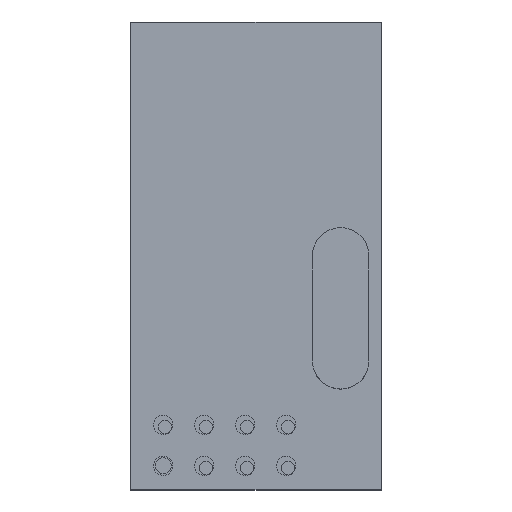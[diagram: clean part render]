
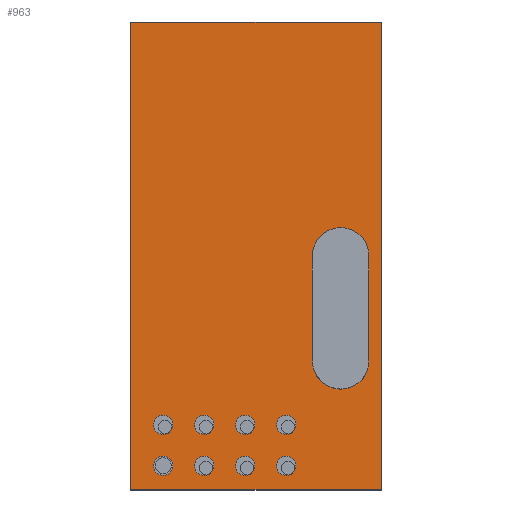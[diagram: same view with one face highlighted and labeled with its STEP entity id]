
A CAD part, top view. The second image highlights one B-rep face of the part: STEP entity #963.
In plain terms, the highlighted planar face has unit normal (0, 0, 1).
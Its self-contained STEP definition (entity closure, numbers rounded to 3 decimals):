
#52=CARTESIAN_POINT('Axis2P3D Location',(0.,0.,1.)) ;
#285=CARTESIAN_POINT('Vertex',(2.397,-10.748,1.)) ;
#299=CARTESIAN_POINT('Vertex',(1.343,-10.172,1.)) ;
#302=CARTESIAN_POINT('Axis2P3D Location',(1.87,-10.46,1.)) ;
#319=CARTESIAN_POINT('Axis2P3D Location',(1.87,-10.46,1.)) ;
#342=CARTESIAN_POINT('Vertex',(-0.143,-10.748,1.)) ;
#356=CARTESIAN_POINT('Vertex',(-1.197,-10.172,1.)) ;
#359=CARTESIAN_POINT('Axis2P3D Location',(-0.67,-10.46,1.)) ;
#376=CARTESIAN_POINT('Axis2P3D Location',(-0.67,-10.46,1.)) ;
#399=CARTESIAN_POINT('Vertex',(-2.683,-10.748,1.)) ;
#413=CARTESIAN_POINT('Vertex',(-3.737,-10.172,1.)) ;
#416=CARTESIAN_POINT('Axis2P3D Location',(-3.21,-10.46,1.)) ;
#433=CARTESIAN_POINT('Axis2P3D Location',(-3.21,-10.46,1.)) ;
#456=CARTESIAN_POINT('Vertex',(-5.223,-10.748,1.)) ;
#470=CARTESIAN_POINT('Vertex',(-6.277,-10.172,1.)) ;
#473=CARTESIAN_POINT('Axis2P3D Location',(-5.75,-10.46,1.)) ;
#490=CARTESIAN_POINT('Axis2P3D Location',(-5.75,-10.46,1.)) ;
#513=CARTESIAN_POINT('Vertex',(2.397,-13.288,1.)) ;
#527=CARTESIAN_POINT('Vertex',(1.343,-12.712,1.)) ;
#530=CARTESIAN_POINT('Axis2P3D Location',(1.87,-13.,1.)) ;
#547=CARTESIAN_POINT('Axis2P3D Location',(1.87,-13.,1.)) ;
#570=CARTESIAN_POINT('Vertex',(-0.143,-13.288,1.)) ;
#584=CARTESIAN_POINT('Vertex',(-1.197,-12.712,1.)) ;
#587=CARTESIAN_POINT('Axis2P3D Location',(-0.67,-13.,1.)) ;
#604=CARTESIAN_POINT('Axis2P3D Location',(-0.67,-13.,1.)) ;
#627=CARTESIAN_POINT('Vertex',(-2.683,-13.288,1.)) ;
#641=CARTESIAN_POINT('Vertex',(-3.737,-12.712,1.)) ;
#644=CARTESIAN_POINT('Axis2P3D Location',(-3.21,-13.,1.)) ;
#661=CARTESIAN_POINT('Axis2P3D Location',(-3.21,-13.,1.)) ;
#682=CARTESIAN_POINT('Vertex',(-6.277,-12.712,1.)) ;
#689=CARTESIAN_POINT('Vertex',(-5.223,-13.288,1.)) ;
#692=CARTESIAN_POINT('Axis2P3D Location',(-5.75,-13.,1.)) ;
#704=CARTESIAN_POINT('Axis2P3D Location',(-5.75,-13.,1.)) ;
#725=CARTESIAN_POINT('Vertex',(7.75,-14.5,1.)) ;
#732=CARTESIAN_POINT('Vertex',(7.75,14.5,1.)) ;
#735=CARTESIAN_POINT('Line Origine',(7.75,0.,1.)) ;
#756=CARTESIAN_POINT('Vertex',(-7.75,-14.5,1.)) ;
#759=CARTESIAN_POINT('Line Origine',(0.,-14.5,1.)) ;
#780=CARTESIAN_POINT('Vertex',(-7.75,14.5,1.)) ;
#783=CARTESIAN_POINT('Line Origine',(-7.75,0.,1.)) ;
#800=CARTESIAN_POINT('Line Origine',(0.,14.5,1.)) ;
#821=CARTESIAN_POINT('Vertex',(3.5,-6.5,1.)) ;
#826=CARTESIAN_POINT('Axis2P3D Location',(5.25,-6.5,1.)) ;
#830=CARTESIAN_POINT('Vertex',(7.,-6.5,1.)) ;
#892=CARTESIAN_POINT('Vertex',(3.5,0.,1.)) ;
#895=CARTESIAN_POINT('Line Origine',(3.5,-3.25,1.)) ;
#913=CARTESIAN_POINT('Axis2P3D Location',(5.25,0.,1.)) ;
#917=CARTESIAN_POINT('Vertex',(7.,0.,1.)) ;
#920=CARTESIAN_POINT('Line Origine',(7.,-3.25,1.)) ;
#53=DIRECTION('Axis2P3D Direction',(0.,0.,1.)) ;
#54=DIRECTION('Axis2P3D XDirection',(1.,0.,0.)) ;
#303=DIRECTION('Axis2P3D Direction',(0.,0.,-1.)) ;
#320=DIRECTION('Axis2P3D Direction',(0.,0.,-1.)) ;
#360=DIRECTION('Axis2P3D Direction',(0.,0.,-1.)) ;
#377=DIRECTION('Axis2P3D Direction',(0.,0.,-1.)) ;
#417=DIRECTION('Axis2P3D Direction',(0.,0.,-1.)) ;
#434=DIRECTION('Axis2P3D Direction',(0.,0.,-1.)) ;
#474=DIRECTION('Axis2P3D Direction',(0.,0.,-1.)) ;
#491=DIRECTION('Axis2P3D Direction',(0.,0.,-1.)) ;
#531=DIRECTION('Axis2P3D Direction',(0.,0.,-1.)) ;
#548=DIRECTION('Axis2P3D Direction',(0.,0.,-1.)) ;
#588=DIRECTION('Axis2P3D Direction',(0.,0.,-1.)) ;
#605=DIRECTION('Axis2P3D Direction',(0.,0.,-1.)) ;
#645=DIRECTION('Axis2P3D Direction',(0.,0.,-1.)) ;
#662=DIRECTION('Axis2P3D Direction',(0.,0.,-1.)) ;
#693=DIRECTION('Axis2P3D Direction',(0.,-0.,-1.)) ;
#705=DIRECTION('Axis2P3D Direction',(0.,-0.,-1.)) ;
#736=DIRECTION('Vector Direction',(0.,-1.,0.)) ;
#760=DIRECTION('Vector Direction',(-1.,0.,0.)) ;
#784=DIRECTION('Vector Direction',(0.,1.,0.)) ;
#801=DIRECTION('Vector Direction',(1.,0.,0.)) ;
#827=DIRECTION('Axis2P3D Direction',(0.,0.,1.)) ;
#896=DIRECTION('Vector Direction',(0.,1.,0.)) ;
#914=DIRECTION('Axis2P3D Direction',(0.,0.,1.)) ;
#921=DIRECTION('Vector Direction',(0.,-1.,0.)) ;
#55=AXIS2_PLACEMENT_3D('Plane Axis2P3D',#52,#53,#54) ;
#304=AXIS2_PLACEMENT_3D('Circle Axis2P3D',#302,#303,$) ;
#321=AXIS2_PLACEMENT_3D('Circle Axis2P3D',#319,#320,$) ;
#361=AXIS2_PLACEMENT_3D('Circle Axis2P3D',#359,#360,$) ;
#378=AXIS2_PLACEMENT_3D('Circle Axis2P3D',#376,#377,$) ;
#418=AXIS2_PLACEMENT_3D('Circle Axis2P3D',#416,#417,$) ;
#435=AXIS2_PLACEMENT_3D('Circle Axis2P3D',#433,#434,$) ;
#475=AXIS2_PLACEMENT_3D('Circle Axis2P3D',#473,#474,$) ;
#492=AXIS2_PLACEMENT_3D('Circle Axis2P3D',#490,#491,$) ;
#532=AXIS2_PLACEMENT_3D('Circle Axis2P3D',#530,#531,$) ;
#549=AXIS2_PLACEMENT_3D('Circle Axis2P3D',#547,#548,$) ;
#589=AXIS2_PLACEMENT_3D('Circle Axis2P3D',#587,#588,$) ;
#606=AXIS2_PLACEMENT_3D('Circle Axis2P3D',#604,#605,$) ;
#646=AXIS2_PLACEMENT_3D('Circle Axis2P3D',#644,#645,$) ;
#663=AXIS2_PLACEMENT_3D('Circle Axis2P3D',#661,#662,$) ;
#694=AXIS2_PLACEMENT_3D('Circle Axis2P3D',#692,#693,$) ;
#706=AXIS2_PLACEMENT_3D('Circle Axis2P3D',#704,#705,$) ;
#828=AXIS2_PLACEMENT_3D('Circle Axis2P3D',#826,#827,$) ;
#915=AXIS2_PLACEMENT_3D('Circle Axis2P3D',#913,#914,$) ;
#908=ORIENTED_EDGE('',*,*,#804,.T.) ;
#909=ORIENTED_EDGE('',*,*,#787,.T.) ;
#910=ORIENTED_EDGE('',*,*,#763,.T.) ;
#911=ORIENTED_EDGE('',*,*,#739,.T.) ;
#926=ORIENTED_EDGE('',*,*,#832,.F.) ;
#927=ORIENTED_EDGE('',*,*,#899,.F.) ;
#928=ORIENTED_EDGE('',*,*,#919,.F.) ;
#929=ORIENTED_EDGE('',*,*,#924,.F.) ;
#932=ORIENTED_EDGE('',*,*,#708,.F.) ;
#933=ORIENTED_EDGE('',*,*,#696,.F.) ;
#936=ORIENTED_EDGE('',*,*,#665,.F.) ;
#937=ORIENTED_EDGE('',*,*,#648,.F.) ;
#940=ORIENTED_EDGE('',*,*,#608,.F.) ;
#941=ORIENTED_EDGE('',*,*,#591,.F.) ;
#944=ORIENTED_EDGE('',*,*,#551,.F.) ;
#945=ORIENTED_EDGE('',*,*,#534,.F.) ;
#948=ORIENTED_EDGE('',*,*,#494,.F.) ;
#949=ORIENTED_EDGE('',*,*,#477,.F.) ;
#952=ORIENTED_EDGE('',*,*,#437,.F.) ;
#953=ORIENTED_EDGE('',*,*,#420,.F.) ;
#956=ORIENTED_EDGE('',*,*,#380,.F.) ;
#957=ORIENTED_EDGE('',*,*,#363,.F.) ;
#960=ORIENTED_EDGE('',*,*,#323,.F.) ;
#961=ORIENTED_EDGE('',*,*,#306,.F.) ;
#930=FACE_BOUND('',#925,.T.) ;
#934=FACE_BOUND('',#931,.T.) ;
#938=FACE_BOUND('',#935,.T.) ;
#942=FACE_BOUND('',#939,.T.) ;
#946=FACE_BOUND('',#943,.T.) ;
#950=FACE_BOUND('',#947,.T.) ;
#954=FACE_BOUND('',#951,.T.) ;
#958=FACE_BOUND('',#955,.T.) ;
#962=FACE_BOUND('',#959,.T.) ;
#737=VECTOR('Line Direction',#736,1.) ;
#761=VECTOR('Line Direction',#760,1.) ;
#785=VECTOR('Line Direction',#784,1.) ;
#802=VECTOR('Line Direction',#801,1.) ;
#897=VECTOR('Line Direction',#896,1.) ;
#922=VECTOR('Line Direction',#921,1.) ;
#963=ADVANCED_FACE('PartBody',(#912,#930,#934,#938,#942,#946,#950,#954,#958,#962),#56,.T.) ;
#305=CIRCLE('generated circle',#304,0.6) ;
#322=CIRCLE('generated circle',#321,0.6) ;
#362=CIRCLE('generated circle',#361,0.6) ;
#379=CIRCLE('generated circle',#378,0.6) ;
#419=CIRCLE('generated circle',#418,0.6) ;
#436=CIRCLE('generated circle',#435,0.6) ;
#476=CIRCLE('generated circle',#475,0.6) ;
#493=CIRCLE('generated circle',#492,0.6) ;
#533=CIRCLE('generated circle',#532,0.6) ;
#550=CIRCLE('generated circle',#549,0.6) ;
#590=CIRCLE('generated circle',#589,0.6) ;
#607=CIRCLE('generated circle',#606,0.6) ;
#647=CIRCLE('generated circle',#646,0.6) ;
#664=CIRCLE('generated circle',#663,0.6) ;
#695=CIRCLE('generated circle',#694,0.6) ;
#707=CIRCLE('generated circle',#706,0.6) ;
#829=CIRCLE('generated circle',#828,1.75) ;
#916=CIRCLE('generated circle',#915,1.75) ;
#306=EDGE_CURVE('',#300,#286,#305,.F.) ;
#323=EDGE_CURVE('',#286,#300,#322,.F.) ;
#363=EDGE_CURVE('',#357,#343,#362,.F.) ;
#380=EDGE_CURVE('',#343,#357,#379,.F.) ;
#420=EDGE_CURVE('',#414,#400,#419,.F.) ;
#437=EDGE_CURVE('',#400,#414,#436,.F.) ;
#477=EDGE_CURVE('',#471,#457,#476,.F.) ;
#494=EDGE_CURVE('',#457,#471,#493,.F.) ;
#534=EDGE_CURVE('',#528,#514,#533,.F.) ;
#551=EDGE_CURVE('',#514,#528,#550,.F.) ;
#591=EDGE_CURVE('',#585,#571,#590,.F.) ;
#608=EDGE_CURVE('',#571,#585,#607,.F.) ;
#648=EDGE_CURVE('',#642,#628,#647,.F.) ;
#665=EDGE_CURVE('',#628,#642,#664,.F.) ;
#696=EDGE_CURVE('',#690,#683,#695,.F.) ;
#708=EDGE_CURVE('',#683,#690,#707,.F.) ;
#739=EDGE_CURVE('',#726,#733,#738,.F.) ;
#763=EDGE_CURVE('',#757,#726,#762,.F.) ;
#787=EDGE_CURVE('',#781,#757,#786,.F.) ;
#804=EDGE_CURVE('',#733,#781,#803,.F.) ;
#832=EDGE_CURVE('',#822,#831,#829,.T.) ;
#899=EDGE_CURVE('',#893,#822,#898,.F.) ;
#919=EDGE_CURVE('',#918,#893,#916,.T.) ;
#924=EDGE_CURVE('',#831,#918,#923,.F.) ;
#907=EDGE_LOOP('',(#908,#909,#910,#911)) ;
#925=EDGE_LOOP('',(#926,#927,#928,#929)) ;
#931=EDGE_LOOP('',(#932,#933)) ;
#935=EDGE_LOOP('',(#936,#937)) ;
#939=EDGE_LOOP('',(#940,#941)) ;
#943=EDGE_LOOP('',(#944,#945)) ;
#947=EDGE_LOOP('',(#948,#949)) ;
#951=EDGE_LOOP('',(#952,#953)) ;
#955=EDGE_LOOP('',(#956,#957)) ;
#959=EDGE_LOOP('',(#960,#961)) ;
#912=FACE_OUTER_BOUND('',#907,.T.) ;
#738=LINE('Line',#735,#737) ;
#762=LINE('Line',#759,#761) ;
#786=LINE('Line',#783,#785) ;
#803=LINE('Line',#800,#802) ;
#898=LINE('Line',#895,#897) ;
#923=LINE('Line',#920,#922) ;
#56=PLANE('Plane',#55) ;
#286=VERTEX_POINT('',#285) ;
#300=VERTEX_POINT('',#299) ;
#343=VERTEX_POINT('',#342) ;
#357=VERTEX_POINT('',#356) ;
#400=VERTEX_POINT('',#399) ;
#414=VERTEX_POINT('',#413) ;
#457=VERTEX_POINT('',#456) ;
#471=VERTEX_POINT('',#470) ;
#514=VERTEX_POINT('',#513) ;
#528=VERTEX_POINT('',#527) ;
#571=VERTEX_POINT('',#570) ;
#585=VERTEX_POINT('',#584) ;
#628=VERTEX_POINT('',#627) ;
#642=VERTEX_POINT('',#641) ;
#683=VERTEX_POINT('',#682) ;
#690=VERTEX_POINT('',#689) ;
#726=VERTEX_POINT('',#725) ;
#733=VERTEX_POINT('',#732) ;
#757=VERTEX_POINT('',#756) ;
#781=VERTEX_POINT('',#780) ;
#822=VERTEX_POINT('',#821) ;
#831=VERTEX_POINT('',#830) ;
#893=VERTEX_POINT('',#892) ;
#918=VERTEX_POINT('',#917) ;
